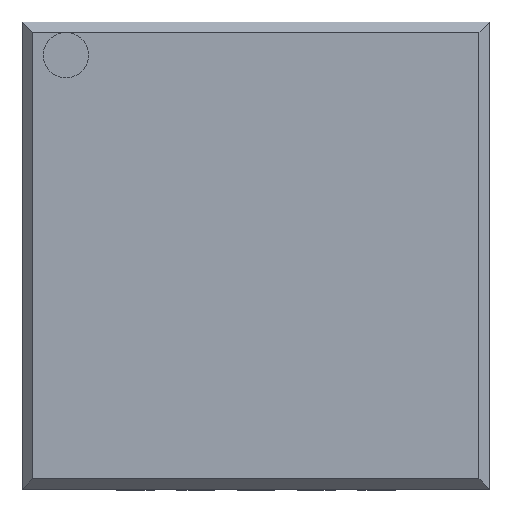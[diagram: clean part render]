
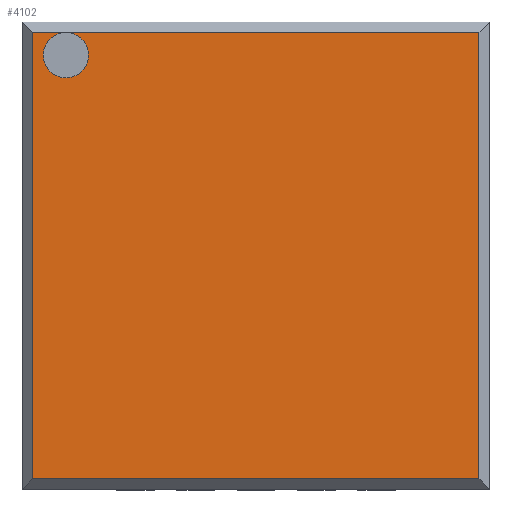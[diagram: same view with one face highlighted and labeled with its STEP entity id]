
A CAD part, top view. The second image highlights one B-rep face of the part: STEP entity #4102.
In plain terms, the highlighted planar face has unit normal (0, 0, 1).
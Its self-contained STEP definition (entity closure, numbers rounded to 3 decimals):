
#45=CIRCLE('',#4350,0.15);
#46=CIRCLE('',#4351,0.15);
#191=FACE_OUTER_BOUND('',#408,.T.);
#408=EDGE_LOOP('',(#2958,#2959,#2960,#2961,#2962,#2963,#2964));
#745=LINE('',#6038,#1259);
#746=LINE('',#6039,#1260);
#747=LINE('',#6041,#1261);
#748=LINE('',#6043,#1262);
#749=LINE('',#6044,#1263);
#1259=VECTOR('',#4964,1.);
#1260=VECTOR('',#4965,1.);
#1261=VECTOR('',#4966,1.);
#1262=VECTOR('',#4967,1.);
#1263=VECTOR('',#4968,1.);
#1712=VERTEX_POINT('',#6027);
#1713=VERTEX_POINT('',#6028);
#1715=VERTEX_POINT('',#6036);
#1716=VERTEX_POINT('',#6037);
#1717=VERTEX_POINT('',#6040);
#1718=VERTEX_POINT('',#6042);
#2155=EDGE_CURVE('',#1712,#1713,#45,.T.);
#2156=EDGE_CURVE('',#1713,#1712,#46,.T.);
#2159=EDGE_CURVE('',#1715,#1716,#745,.T.);
#2160=EDGE_CURVE('',#1712,#1715,#746,.T.);
#2161=EDGE_CURVE('',#1717,#1712,#747,.T.);
#2162=EDGE_CURVE('',#1718,#1717,#748,.T.);
#2163=EDGE_CURVE('',#1716,#1718,#749,.T.);
#2958=ORIENTED_EDGE('',*,*,#2159,.F.);
#2959=ORIENTED_EDGE('',*,*,#2160,.F.);
#2960=ORIENTED_EDGE('',*,*,#2155,.T.);
#2961=ORIENTED_EDGE('',*,*,#2156,.T.);
#2962=ORIENTED_EDGE('',*,*,#2161,.F.);
#2963=ORIENTED_EDGE('',*,*,#2162,.F.);
#2964=ORIENTED_EDGE('',*,*,#2163,.F.);
#3677=PLANE('',#4354);
#4102=ADVANCED_FACE('',(#191),#3677,.T.);
#4350=AXIS2_PLACEMENT_3D('',#6029,#4953,#4954);
#4351=AXIS2_PLACEMENT_3D('',#6030,#4955,#4956);
#4354=AXIS2_PLACEMENT_3D('',#6035,#4962,#4963);
#4953=DIRECTION('center_axis',(0.,0.,-1.));
#4954=DIRECTION('ref_axis',(1.,0.,0.));
#4955=DIRECTION('center_axis',(0.,0.,-1.));
#4956=DIRECTION('ref_axis',(1.,0.,0.));
#4962=DIRECTION('center_axis',(0.,0.,1.));
#4963=DIRECTION('ref_axis',(-1.,0.,0.));
#4964=DIRECTION('',(0.,-1.,0.));
#4965=DIRECTION('',(1.,0.,0.));
#4966=DIRECTION('',(1.,0.,0.));
#4967=DIRECTION('',(0.,1.,0.));
#4968=DIRECTION('',(-1.,0.,0.));
#6027=CARTESIAN_POINT('',(-1.26,1.48,0.75));
#6028=CARTESIAN_POINT('',(-1.41,1.33,0.75));
#6029=CARTESIAN_POINT('Origin',(-1.26,1.33,0.75));
#6030=CARTESIAN_POINT('Origin',(-1.26,1.33,0.75));
#6035=CARTESIAN_POINT('Origin',(-1.55,1.55,0.75));
#6036=CARTESIAN_POINT('',(1.478,1.48,0.75));
#6037=CARTESIAN_POINT('',(1.478,-1.478,0.75));
#6038=CARTESIAN_POINT('',(1.478,0.001,0.75));
#6039=CARTESIAN_POINT('',(-0.001,1.48,0.75));
#6040=CARTESIAN_POINT('',(-1.48,1.48,0.75));
#6041=CARTESIAN_POINT('',(-0.001,1.48,0.75));
#6042=CARTESIAN_POINT('',(-1.48,-1.478,0.75));
#6043=CARTESIAN_POINT('',(-1.48,1.55,0.75));
#6044=CARTESIAN_POINT('',(-1.55,-1.478,0.75));
